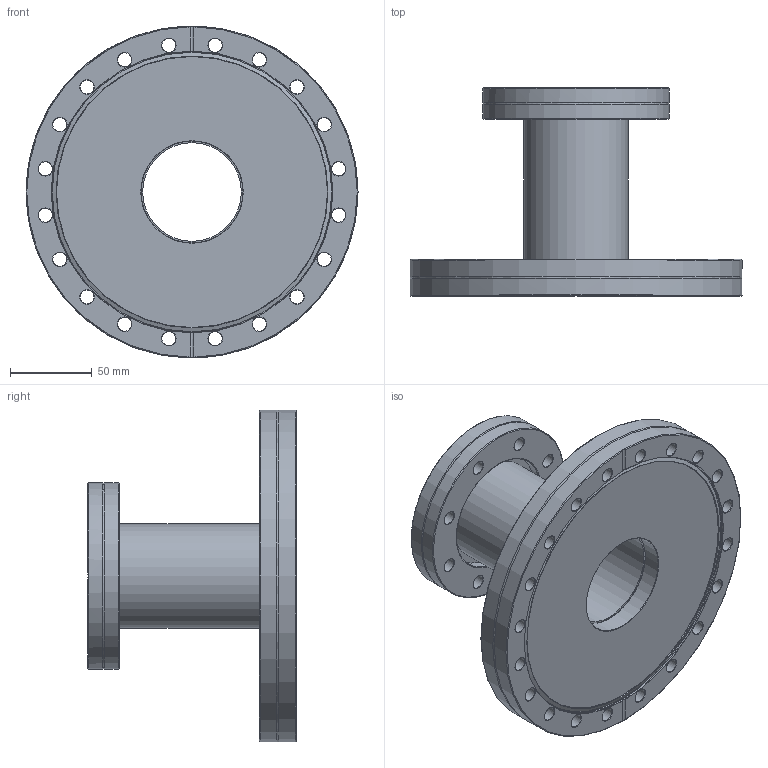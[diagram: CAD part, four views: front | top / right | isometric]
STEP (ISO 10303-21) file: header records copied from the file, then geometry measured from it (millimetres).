
FILE_DESCRIPTION (( 'STEP AP214' ), '1' );
FILE_NAME ('RD1CF16063RFULLVAC.STEP', '2025-04-03T09:53:18', ( '' ), ( '' ), 'SwSTEP 2.0', 'SolidWorks 2017', '' );
FILE_SCHEMA (( 'AUTOMOTIVE_DESIGN' ));
Length unit declared in the file: millimetre
Products named in the file (1): RD1CF16063RFULLVAC
Bounding box: 202.44 x 127 x 202.44 mm (x, y, z)
Volume: 760948.6 mm3; surface area: 157267.4 mm2
Topology: 1 solids, 1 shells, 140 faces, 362 edges, 230 vertices
Faces by surface type: cone 60, cylinder 44, torus 17, plane 12, bspline 7
Full cylindrical faces by diameter (mm): 8.43 x28, 60.2 x1, 62 x2, 63.5 x1, 72.39 x1, 82.45 x1, 82.55 x1, 113.5 x2, 171.45 x1, 202.44 x2
Entity records: 4777 total; most frequent: CARTESIAN_POINT 1950, DIRECTION 600, ORIENTED_EDGE 396, EDGE_LOOP 320, AXIS2_PLACEMENT_3D 296, EDGE_CURVE 198, FACE_OUTER_BOUND 196, VERTEX_POINT 182
